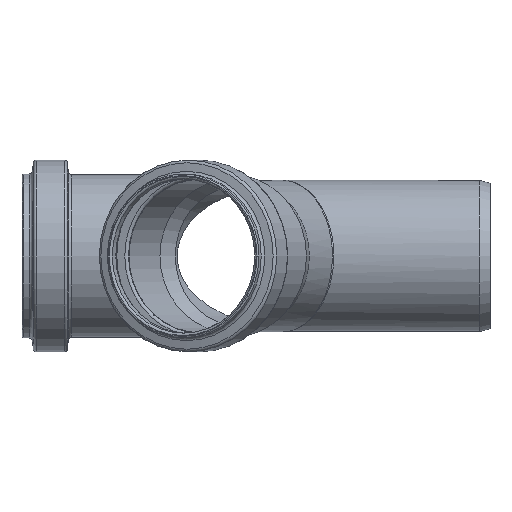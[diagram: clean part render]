
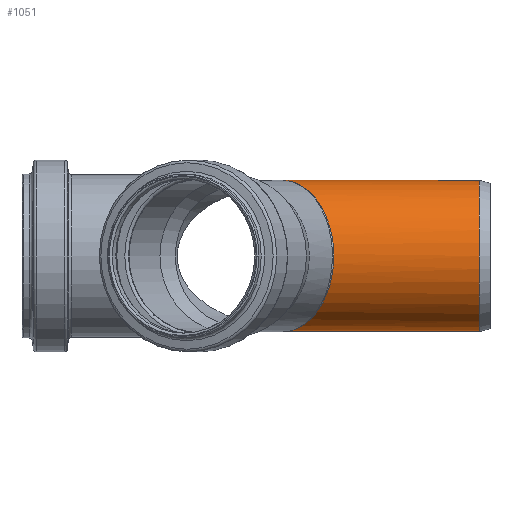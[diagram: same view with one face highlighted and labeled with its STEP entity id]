
A CAD part, left-side view. The second image highlights one B-rep face of the part: STEP entity #1051.
In plain terms, the highlighted cylindrical face has radius 25.05 mm (diameter 50.1 mm), a full revolution.
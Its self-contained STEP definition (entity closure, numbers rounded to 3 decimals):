
#82=FACE_BOUND('',#426,.T.);
#185=CIRCLE('',#1188,25.05);
#247=CYLINDRICAL_SURFACE('',#1186,25.05);
#301=FACE_OUTER_BOUND('',#425,.T.);
#425=EDGE_LOOP('',(#873,#874));
#426=EDGE_LOOP('',(#875));
#554=ELLIPSE('',#1114,30.314,25.05);
#562=ELLIPSE('',#1187,30.314,25.05);
#568=VERTEX_POINT('',#1709);
#576=VERTEX_POINT('',#1914);
#611=VERTEX_POINT('',#2077);
#676=EDGE_CURVE('',#576,#568,#554,.T.);
#718=EDGE_CURVE('',#568,#576,#562,.T.);
#719=EDGE_CURVE('',#611,#611,#185,.T.);
#873=ORIENTED_EDGE('',*,*,#676,.F.);
#874=ORIENTED_EDGE('',*,*,#718,.F.);
#875=ORIENTED_EDGE('',*,*,#719,.F.);
#1051=ADVANCED_FACE('',(#301,#82),#247,.T.);
#1114=AXIS2_PLACEMENT_3D('',#1916,#1303,#1304);
#1186=AXIS2_PLACEMENT_3D('',#2075,#1447,#1448);
#1187=AXIS2_PLACEMENT_3D('',#2076,#1449,#1450);
#1188=AXIS2_PLACEMENT_3D('',#2078,#1451,#1452);
#1303=DIRECTION('center_axis',(-0.563,0.826,0.));
#1304=DIRECTION('ref_axis',(-0.826,-0.563,0.));
#1447=DIRECTION('center_axis',(0.,-1.,0.));
#1448=DIRECTION('ref_axis',(1.,0.,0.));
#1449=DIRECTION('center_axis',(0.563,0.826,0.));
#1450=DIRECTION('ref_axis',(0.826,-0.563,0.));
#1451=DIRECTION('center_axis',(0.,-1.,0.));
#1452=DIRECTION('ref_axis',(1.,0.,0.));
#1709=CARTESIAN_POINT('',(0.,-36.476,25.05));
#1914=CARTESIAN_POINT('',(0.,-36.476,-25.05));
#1916=CARTESIAN_POINT('Origin',(0.,-36.476,
0.));
#2075=CARTESIAN_POINT('Origin',(0.,0.268,
0.));
#2076=CARTESIAN_POINT('Origin',(0.,-36.476,
0.));
#2077=CARTESIAN_POINT('',(25.05,-101.776,0.));
#2078=CARTESIAN_POINT('Origin',(0.,-101.776,
0.));
